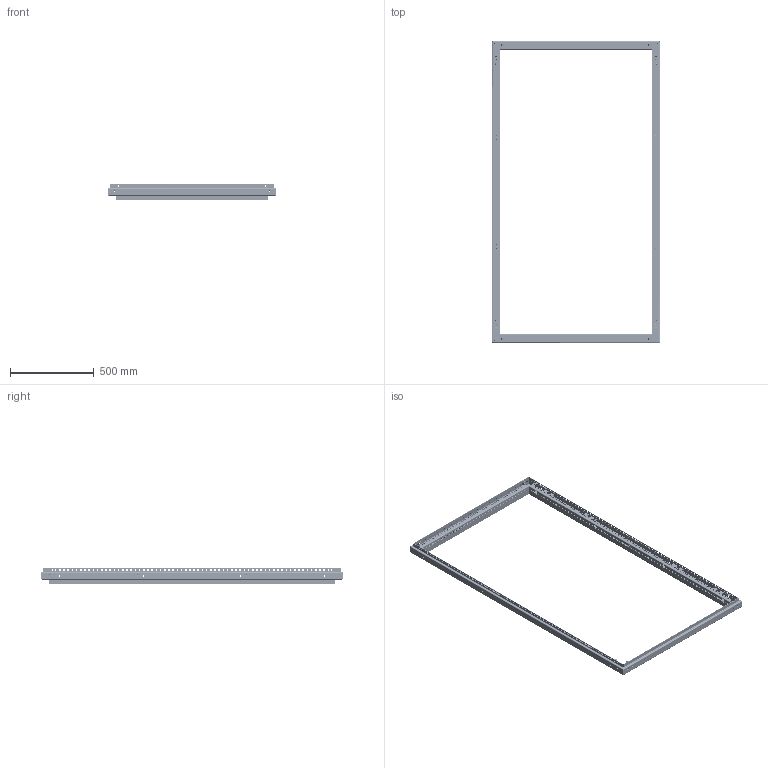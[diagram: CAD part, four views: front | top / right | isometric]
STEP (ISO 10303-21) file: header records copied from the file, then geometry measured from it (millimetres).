
FILE_DESCRIPTION (( 'STEP AP214' ), '1' );
FILE_NAME ('Ñâàðíàÿ ðàìà W1000H1800.STEP', '2024-08-14T06:31:18', ( '' ), ( '' ), 'SwSTEP 2.0', 'SolidWorks 2021', '' );
FILE_SCHEMA (( 'AUTOMOTIVE_DESIGN' ));
Length unit declared in the file: millimetre
Products named in the file (11): Áîêîâîé ïðîôèëü1 H1800; 600.000; Ãîðèçîíòàëüíûé ïðîôèëü W1000; Ñâàðíàÿ ðàìà W1000H1800; Ãîðèçîíòàëüíûé ïðîôèëü2 W1000; Áîêîâîé ïðîôèëü H1800; Çàêëåïêà ðåçüáîâàÿ Ì8 øåñòèãðàííàÿ ñ óìåíüøåííûì áîðòîì; Ãîðèçîíòàëüíûé ïðîôèëü1 W1000; Çàêëåïêà ðåçüáîâàÿ Ì6 øåñòèãðàííàÿ ñ óìåíüøåííûì áîðòîì; Áîêîâîé ïðîôèëü2 H1800; Áîáûøêà
Assembly tree (46 placements, depth 3):
  Ñâàðíàÿ ðàìà W1000H1800
    Ãîðèçîíòàëüíûé ïðîôèëü W1000  x2
      Ãîðèçîíòàëüíûé ïðîôèëü1 W1000
      Ãîðèçîíòàëüíûé ïðîôèëü2 W1000
      600.000
      Áîáûøêà
    Áîêîâîé ïðîôèëü H1800  x2
      Áîêîâîé ïðîôèëü1 H1800
      Áîêîâîé ïðîôèëü2 H1800
    Çàêëåïêà ðåçüáîâàÿ Ì8 øåñòèãðàííàÿ ñ óìåíüøåííûì áîðòîì  x8
    Çàêëåïêà ðåçüáîâàÿ Ì6 øåñòèãðàííàÿ ñ óìåíüøåííûì áîðòîì  x26
Bounding box: 1001.2 x 1796 x 89.35 mm (x, y, z)
Volume: 2403207.8 mm3; surface area: 2499022.3 mm2
Topology: 50 solids, 50 shells, 5810 faces, 16508 edges, 10820 vertices
Faces by surface type: plane 3402, cylinder 2058, cone 212, bspline 138
Entity records: 78798 total; most frequent: CARTESIAN_POINT 18259, ORIENTED_EDGE 12558, DIRECTION 11707, EDGE_CURVE 6279, VECTOR 4859, LINE 4859, VERTEX_POINT 4142, AXIS2_PLACEMENT_3D 3424
